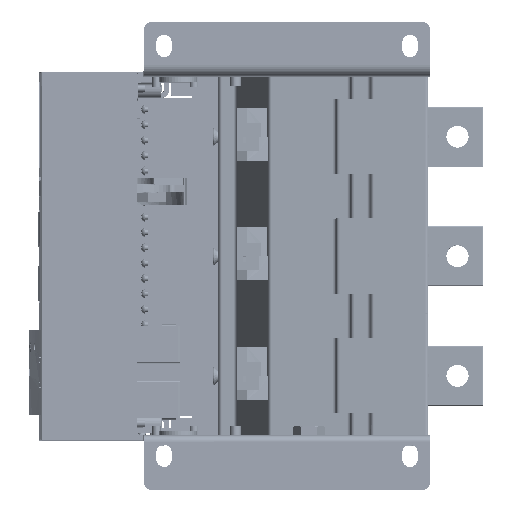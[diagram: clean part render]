
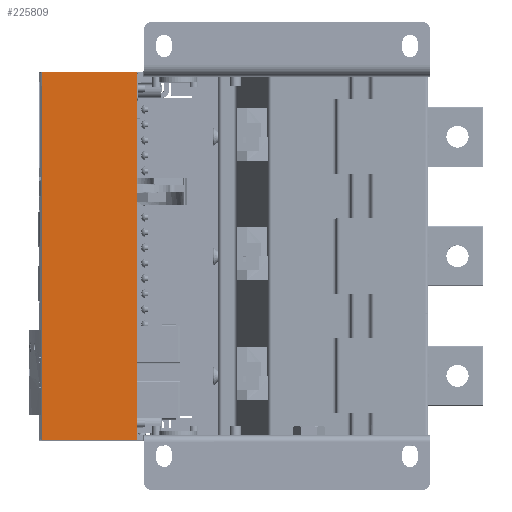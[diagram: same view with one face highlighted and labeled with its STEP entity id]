
A CAD part, top view. The second image highlights one B-rep face of the part: STEP entity #225809.
In plain terms, the highlighted planar face has unit normal (0.005, 0, 1).
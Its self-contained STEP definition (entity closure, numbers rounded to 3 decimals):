
#75537=DIRECTION('',(0.,-1.,0.));
#75538=VECTOR('',#75537,216.);
#75539=CARTESIAN_POINT('',(-226.024,181.515,
1.108));
#75540=LINE('',#75539,#75538);
#75561=DIRECTION('',(1.,0.,-0.005));
#75562=VECTOR('',#75561,55.2);
#75563=CARTESIAN_POINT('',(-226.024,181.515,
1.108));
#75564=LINE('',#75563,#75562);
#75565=DIRECTION('',(0.,-1.,0.));
#75566=VECTOR('',#75565,216.);
#75567=CARTESIAN_POINT('',(-170.825,181.515,
0.82));
#75568=LINE('',#75567,#75566);
#75569=DIRECTION('',(-1.,0.,0.005));
#75570=VECTOR('',#75569,55.2);
#75571=CARTESIAN_POINT('',(-170.825,-34.485,
0.832));
#75572=LINE('',#75571,#75570);
#107145=CARTESIAN_POINT('',(-170.825,181.515,
0.82));
#107146=VERTEX_POINT('',#107145);
#107147=CARTESIAN_POINT('',(-226.024,181.515,
1.108));
#107148=VERTEX_POINT('',#107147);
#110399=CARTESIAN_POINT('',(-170.825,-34.485,
0.832));
#110401=VERTEX_POINT('',#110399);
#110453=CARTESIAN_POINT('',(-226.024,-34.485,
1.121));
#110454=VERTEX_POINT('',#110453);
#225798=CARTESIAN_POINT('',(-198.424,73.515,
0.97));
#225799=DIRECTION('',(0.005,0.,1.));
#225800=DIRECTION('',(0.,-1.,0.));
#225801=AXIS2_PLACEMENT_3D('',#225798,#225799,#225800);
#225802=PLANE('',#225801);
#225803=ORIENTED_EDGE('',*,*,#225790,.F.);
#225804=ORIENTED_EDGE('',*,*,#135033,.T.);
#225805=ORIENTED_EDGE('',*,*,#135625,.T.);
#225806=ORIENTED_EDGE('',*,*,#135451,.T.);
#225807=EDGE_LOOP('',(#225803,#225804,#225805,#225806));
#225808=FACE_OUTER_BOUND('',#225807,.F.);
#225809=ADVANCED_FACE('',(#225808),#225802,.T.);
#135033=EDGE_CURVE('',#107148,#107146,#75564,.T.);
#135451=EDGE_CURVE('',#110401,#110454,#75572,.T.);
#135625=EDGE_CURVE('',#107146,#110401,#75568,.T.);
#225790=EDGE_CURVE('',#107148,#110454,#75540,.T.);
